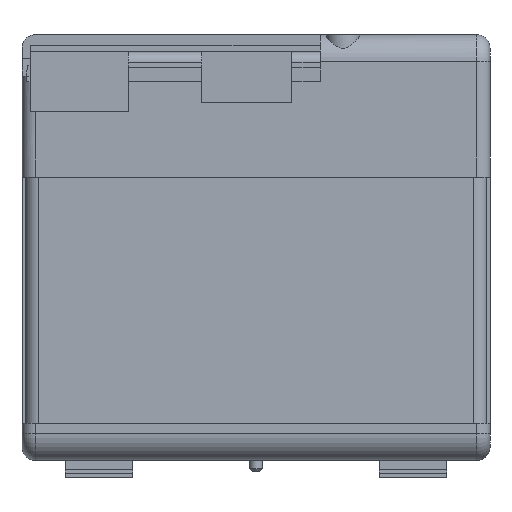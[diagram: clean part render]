
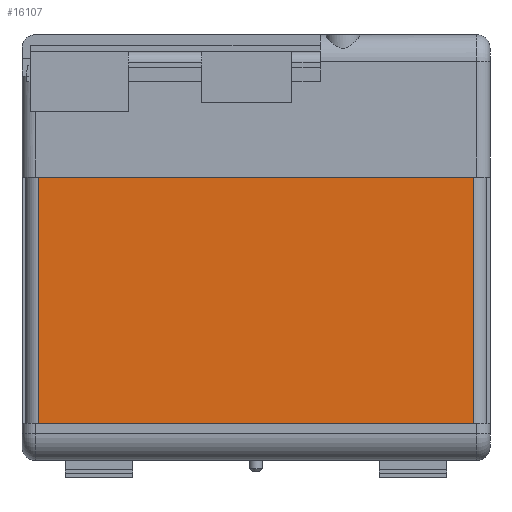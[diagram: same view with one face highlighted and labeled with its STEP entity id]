
A CAD part, front view. The second image highlights one B-rep face of the part: STEP entity #16107.
In plain terms, the highlighted planar face has unit normal (0, -1, 0).
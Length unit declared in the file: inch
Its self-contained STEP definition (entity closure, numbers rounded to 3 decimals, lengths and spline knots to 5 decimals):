
#947 = DIRECTION ( 'NONE',  ( -1., 0., 0. ) ) ;
#2154 = VECTOR ( 'NONE', #20215, 39.37008 ) ;
#2439 = EDGE_CURVE ( 'NONE', #7324, #17103, #10303, .T. ) ;
#3377 = CARTESIAN_POINT ( 'NONE',  ( -2.02, -2.9225, 0.655 ) ) ;
#4802 = CARTESIAN_POINT ( 'NONE',  ( 2.02, -2.9225, 0.655 ) ) ;
#7324 = VERTEX_POINT ( 'NONE', #17916 ) ;
#8254 = LINE ( 'NONE', #4802, #29678 ) ;
#8838 = CARTESIAN_POINT ( 'NONE',  ( -2.02, -2.9225, 0.655 ) ) ;
#8914 = CARTESIAN_POINT ( 'NONE',  ( 2.02, -2.9225, 0.655 ) ) ;
#9376 = FACE_OUTER_BOUND ( 'NONE', #14152, .T. ) ;
#9904 = LINE ( 'NONE', #35513, #16451 ) ;
#10303 = LINE ( 'NONE', #17790, #17734 ) ;
#11726 = DIRECTION ( 'NONE',  ( 1., 0., 0. ) ) ;
#12844 = EDGE_CURVE ( 'NONE', #7324, #36371, #8254, .T. ) ;
#14022 = AXIS2_PLACEMENT_3D ( 'NONE', #8914, #28467, #11726 ) ;
#14152 = EDGE_LOOP ( 'NONE', ( #18014, #24924, #22077, #21680 ) ) ;
#14342 = CARTESIAN_POINT ( 'NONE',  ( 2.02, -2.9225, -1.63 ) ) ;
#16107 = ADVANCED_FACE ( 'NONE', ( #9376 ), #35017, .T. ) ;
#16451 = VECTOR ( 'NONE', #18776, 39.37008 ) ;
#17103 = VERTEX_POINT ( 'NONE', #8838 ) ;
#17734 = VECTOR ( 'NONE', #947, 39.37008 ) ;
#17790 = CARTESIAN_POINT ( 'NONE',  ( 2.02, -2.9225, 0.655 ) ) ;
#17916 = CARTESIAN_POINT ( 'NONE',  ( 2.02, -2.9225, 0.655 ) ) ;
#18014 = ORIENTED_EDGE ( 'NONE', *, *, #20263, .F. ) ;
#18776 = DIRECTION ( 'NONE',  ( -1., 0., 0. ) ) ;
#20215 = DIRECTION ( 'NONE',  ( 0., 0., -1. ) ) ;
#20263 = EDGE_CURVE ( 'NONE', #36371, #23320, #9904, .T. ) ;
#21680 = ORIENTED_EDGE ( 'NONE', *, *, #32218, .T. ) ;
#22077 = ORIENTED_EDGE ( 'NONE', *, *, #2439, .T. ) ;
#23320 = VERTEX_POINT ( 'NONE', #36332 ) ;
#24924 = ORIENTED_EDGE ( 'NONE', *, *, #12844, .F. ) ;
#28467 = DIRECTION ( 'NONE',  ( 0., -1., 0. ) ) ;
#29678 = VECTOR ( 'NONE', #32679, 39.37008 ) ;
#31083 = LINE ( 'NONE', #3377, #2154 ) ;
#32218 = EDGE_CURVE ( 'NONE', #17103, #23320, #31083, .T. ) ;
#32679 = DIRECTION ( 'NONE',  ( 0., 0., -1. ) ) ;
#35017 = PLANE ( 'NONE',  #14022 ) ;
#35513 = CARTESIAN_POINT ( 'NONE',  ( 2.02, -2.9225, -1.63 ) ) ;
#36332 = CARTESIAN_POINT ( 'NONE',  ( -2.02, -2.9225, -1.63 ) ) ;
#36371 = VERTEX_POINT ( 'NONE', #14342 ) ;
